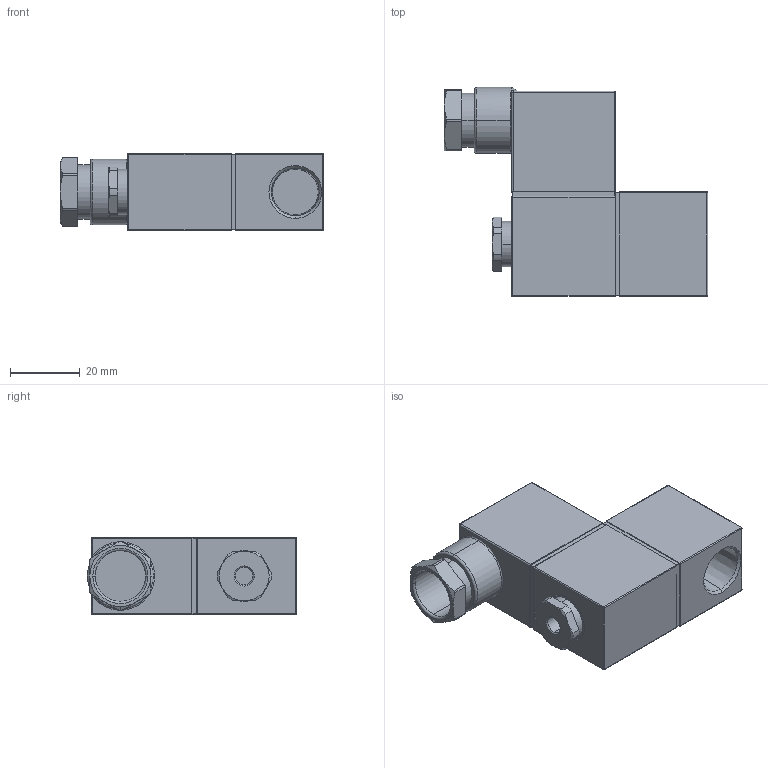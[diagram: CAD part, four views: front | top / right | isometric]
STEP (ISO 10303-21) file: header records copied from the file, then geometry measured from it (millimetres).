
FILE_DESCRIPTION (( 'STEP AP203' ), '1' );
FILE_NAME ('61975K411_NO THREADS_Air Directional Control Valve.STEP', '2021-12-13T17:26:27', ( 'Administrator' ), ( 'Managed by Terraform' ), 'SwSTEP 2.0', 'SolidWorks 2017', '' );
FILE_SCHEMA (( 'CONFIG_CONTROL_DESIGN' ));
Length unit declared in the file: inch
Products named in the file (1): 61975K411_NO THREADS_Air Directional Control Valve
Bounding box: 75.45 x 59.9 x 22.1 mm (x, y, z)
Volume: 55432.2 mm3; surface area: 18101 mm2
Topology: 5 solids, 5 shells, 191 faces, 436 edges, 253 vertices
Faces by surface type: cylinder 68, plane 58, cone 36, sphere 12, bspline 9, torus 8
Entity records: 5591 total; most frequent: CARTESIAN_POINT 1274, DIRECTION 943, ORIENTED_EDGE 836, EDGE_CURVE 418, AXIS2_PLACEMENT_3D 384, VERTEX_POINT 253, EDGE_LOOP 213, CIRCLE 201
